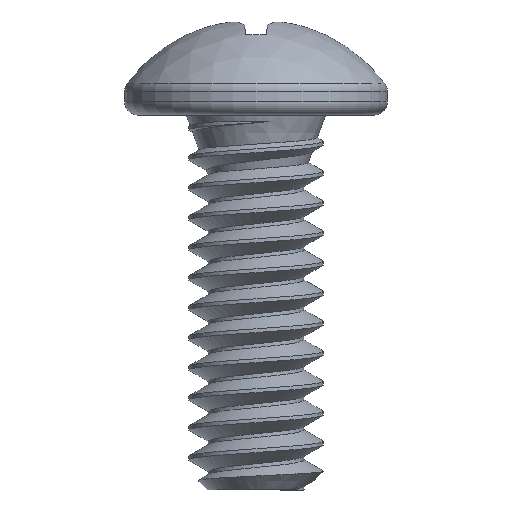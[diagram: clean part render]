
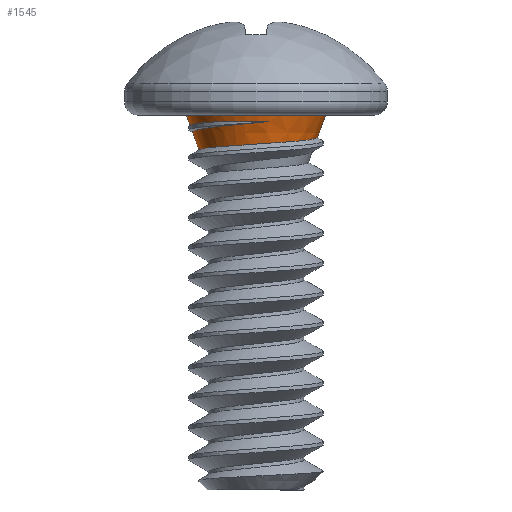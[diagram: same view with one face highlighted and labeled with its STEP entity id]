
A CAD part, left-side view. The second image highlights one B-rep face of the part: STEP entity #1545.
In plain terms, the highlighted conical face has half-angle 20 degrees and reference radius 1.473 mm.
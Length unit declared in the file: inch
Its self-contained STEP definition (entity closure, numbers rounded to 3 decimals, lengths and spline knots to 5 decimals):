
#42 = FACE_OUTER_BOUND ( 'NONE', #3167, .T. ) ;
#81 = CARTESIAN_POINT ( 'NONE',  ( -0.00797, 0.05302, 0.10258 ) ) ;
#188 = CARTESIAN_POINT ( 'NONE',  ( 0., -0.058, 0.11625 ) ) ;
#215 = EDGE_CURVE ( 'NONE', #4599, #1705, #1913, .T. ) ;
#317 = CARTESIAN_POINT ( 'NONE',  ( -0.05507, -0.01015, 0.11076 ) ) ;
#335 = CARTESIAN_POINT ( 'NONE',  ( 0., 0., 0.11625 ) ) ;
#391 = CARTESIAN_POINT ( 'NONE',  ( -0.04798, 0.01143, 0.09125 ) ) ;
#433 = DIRECTION ( 'NONE',  ( 0., 0., -1. ) ) ;
#454 = CARTESIAN_POINT ( 'NONE',  ( -0.04618, 0.03168, 0.11076 ) ) ;
#473 = CARTESIAN_POINT ( 'NONE',  ( -0.03968, 0.03726, 0.10605 ) ) ;
#552 = ORIENTED_EDGE ( 'NONE', *, *, #784, .T. ) ;
#577 = CARTESIAN_POINT ( 'NONE',  ( -0.03394, 0.04496, 0.1097 ) ) ;
#590 = DIRECTION ( 'NONE',  ( 0., -0.342, 0.94 ) ) ;
#615 = VERTEX_POINT ( 'NONE', #1215 ) ;
#651 = CONICAL_SURFACE ( 'NONE', #1710, 0.058, 0.349 ) ;
#757 = CARTESIAN_POINT ( 'NONE',  ( -0.04918, -0.0079, 0.09261 ) ) ;
#784 = EDGE_CURVE ( 'NONE', #4089, #1276, #2992, .T. ) ;
#792 = ORIENTED_EDGE ( 'NONE', *, *, #1759, .F. ) ;
#1215 = CARTESIAN_POINT ( 'NONE',  ( 0., -0.05107, 0.09722 ) ) ;
#1276 = VERTEX_POINT ( 'NONE', #3303 ) ;
#1282 = CARTESIAN_POINT ( 'NONE',  ( 0., 0.05277, 0.10189 ) ) ;
#1422 = CARTESIAN_POINT ( 'NONE',  ( 0., 0.058, 0.11625 ) ) ;
#1450 = DIRECTION ( 'NONE',  ( 0., 0.342, 0.94 ) ) ;
#1481 = CARTESIAN_POINT ( 'NONE',  ( 0., 0.04731, 0.08689 ) ) ;
#1506 = CARTESIAN_POINT ( 'NONE',  ( -0.05507, -0.01015, 0.11076 ) ) ;
#1545 = ADVANCED_FACE ( 'NONE', ( #42 ), #651, .T. ) ;
#1564 = AXIS2_PLACEMENT_3D ( 'NONE', #4385, #433, #4698 ) ;
#1571 = ORIENTED_EDGE ( 'NONE', *, *, #3269, .T. ) ;
#1638 = DIRECTION ( 'NONE',  ( 0., 0.342, 0.94 ) ) ;
#1663 = CIRCLE ( 'NONE', #2290, 0.058 ) ;
#1705 = VERTEX_POINT ( 'NONE', #1422 ) ;
#1710 = AXIS2_PLACEMENT_3D ( 'NONE', #4615, #4959, #1873 ) ;
#1759 = EDGE_CURVE ( 'NONE', #1760, #1276, #3208, .T. ) ;
#1760 = VERTEX_POINT ( 'NONE', #1481 ) ;
#1873 = DIRECTION ( 'NONE',  ( 0., 1., 0. ) ) ;
#1913 = LINE ( 'NONE', #3549, #3271 ) ;
#1926 = CARTESIAN_POINT ( 'NONE',  ( -0.03923, -0.03166, 0.09425 ) ) ;
#1976 = CARTESIAN_POINT ( 'NONE',  ( 0., -0.05107, 0.09722 ) ) ;
#2019 = CARTESIAN_POINT ( 'NONE',  ( -0.01596, 0.05148, 0.10335 ) ) ;
#2065 = CARTESIAN_POINT ( 'NONE',  ( -0.03031, 0.04471, 0.10491 ) ) ;
#2167 = VECTOR ( 'NONE', #1450, 39.37008 ) ;
#2213 = EDGE_CURVE ( 'NONE', #4089, #4979, #4651, .T. ) ;
#2251 = CARTESIAN_POINT ( 'NONE',  ( 0., 0.04731, 0.08689 ) ) ;
#2274 = DIRECTION ( 'NONE',  ( 0., 0., -1. ) ) ;
#2279 = EDGE_CURVE ( 'NONE', #4599, #4979, #2721, .T. ) ;
#2290 = AXIS2_PLACEMENT_3D ( 'NONE', #335, #2274, #5002 ) ;
#2321 = CARTESIAN_POINT ( 'NONE',  ( -0.05531, 0.00568, 0.10926 ) ) ;
#2373 = CARTESIAN_POINT ( 'NONE',  ( -0.00893, 0.05501, 0.10803 ) ) ;
#2481 = CARTESIAN_POINT ( 'NONE',  ( -0.04092, 0.03902, 0.11025 ) ) ;
#2525 = CARTESIAN_POINT ( 'NONE',  ( 0., 0.05483, 0.10755 ) ) ;
#2644 = ORIENTED_EDGE ( 'NONE', *, *, #2213, .F. ) ;
#2693 = CARTESIAN_POINT ( 'NONE',  ( -0.04287, -0.02626, 0.09387 ) ) ;
#2721 = B_SPLINE_CURVE_WITH_KNOTS ( 'NONE', 3,
 ( #4331, #2373, #3307, #577, #2481, #2888 ),
 .UNSPECIFIED., .F., .F.,
 ( 4, 2, 4 ),
 ( 0.01519, 0.01587, 0.01656 ),
 .UNSPECIFIED. ) ;
#2796 = CARTESIAN_POINT ( 'NONE',  ( -0.02689, 0.04669, 0.10452 ) ) ;
#2888 = CARTESIAN_POINT ( 'NONE',  ( -0.04618, 0.03168, 0.11076 ) ) ;
#2987 = CARTESIAN_POINT ( 'NONE',  ( 0., 0.058, 0.11625 ) ) ;
#2992 = B_SPLINE_CURVE_WITH_KNOTS ( 'NONE', 3,
 ( #1506, #3164, #4712, #2321, #4476, #3974, #4713, #473, #4402, #2065, #2796, #2019, #81, #1282 ),
 .UNSPECIFIED., .F., .F.,
 ( 4, 2, 2, 2, 2, 2, 4 ),
 ( 0., 0.0003, 0.00061, 0.00121, 0.00151, 0.00182, 0.00242 ),
 .UNSPECIFIED. ) ;
#3090 = CARTESIAN_POINT ( 'NONE',  ( -0.02468, -0.04449, 0.09556 ) ) ;
#3111 = CARTESIAN_POINT ( 'NONE',  ( -0.00642, -0.05094, 0.09684 ) ) ;
#3164 = CARTESIAN_POINT ( 'NONE',  ( -0.05567, -0.00618, 0.11038 ) ) ;
#3167 = EDGE_LOOP ( 'NONE', ( #3688, #1571, #4224, #3180, #4292, #2644, #552, #792 ) ) ;
#3180 = ORIENTED_EDGE ( 'NONE', *, *, #215, .F. ) ;
#3208 = LINE ( 'NONE', #2987, #2167 ) ;
#3269 = EDGE_CURVE ( 'NONE', #615, #3308, #3871, .T. ) ;
#3271 = VECTOR ( 'NONE', #1638, 39.37008 ) ;
#3303 = CARTESIAN_POINT ( 'NONE',  ( 0., 0.05277, 0.10189 ) ) ;
#3307 = CARTESIAN_POINT ( 'NONE',  ( -0.01795, 0.05297, 0.10859 ) ) ;
#3308 = VERTEX_POINT ( 'NONE', #4499 ) ;
#3549 = CARTESIAN_POINT ( 'NONE',  ( 0., 0.058, 0.11625 ) ) ;
#3560 = EDGE_CURVE ( 'NONE', #1760, #615, #4248, .T. ) ;
#3562 = CARTESIAN_POINT ( 'NONE',  ( -0.04312, 0.02331, 0.0904 ) ) ;
#3688 = ORIENTED_EDGE ( 'NONE', *, *, #3560, .T. ) ;
#3829 = CARTESIAN_POINT ( 'NONE',  ( -0.01293, 0.04629, 0.08775 ) ) ;
#3871 = LINE ( 'NONE', #188, #4082 ) ;
#3895 = CARTESIAN_POINT ( 'NONE',  ( -0.01285, -0.04955, 0.09642 ) ) ;
#3974 = CARTESIAN_POINT ( 'NONE',  ( -0.05132, 0.0211, 0.10778 ) ) ;
#4082 = VECTOR ( 'NONE', #590, 39.37008 ) ;
#4089 = VERTEX_POINT ( 'NONE', #317 ) ;
#4144 = EDGE_CURVE ( 'NONE', #3308, #1705, #1663, .T. ) ;
#4222 = CARTESIAN_POINT ( 'NONE',  ( -0.02489, 0.0415, 0.08867 ) ) ;
#4224 = ORIENTED_EDGE ( 'NONE', *, *, #4144, .T. ) ;
#4248 = B_SPLINE_CURVE_WITH_KNOTS ( 'NONE', 3,
 ( #2251, #4977, #3829, #4222, #4604, #4993, #3562, #391, #4709, #757, #4254, #2693, #1926, #4306, #3090, #3895, #3111, #1976 ),
 .UNSPECIFIED., .F., .F.,
 ( 4, 2, 2, 2, 2, 2, 2, 2, 4 ),
 ( 0.007, 0.0075, 0.00799, 0.00848, 0.00897, 0.00947, 0.00996, 0.01045, 0.01094 ),
 .UNSPECIFIED. ) ;
#4254 = CARTESIAN_POINT ( 'NONE',  ( -0.04789, -0.01431, 0.09305 ) ) ;
#4292 = ORIENTED_EDGE ( 'NONE', *, *, #2279, .T. ) ;
#4306 = CARTESIAN_POINT ( 'NONE',  ( -0.03009, -0.04083, 0.09511 ) ) ;
#4331 = CARTESIAN_POINT ( 'NONE',  ( 0., 0.05483, 0.10755 ) ) ;
#4385 = CARTESIAN_POINT ( 'NONE',  ( 0., 0., 0.11076 ) ) ;
#4402 = CARTESIAN_POINT ( 'NONE',  ( -0.03672, 0.03999, 0.10568 ) ) ;
#4476 = CARTESIAN_POINT ( 'NONE',  ( -0.05461, 0.00966, 0.10888 ) ) ;
#4499 = CARTESIAN_POINT ( 'NONE',  ( 0., -0.058, 0.11625 ) ) ;
#4599 = VERTEX_POINT ( 'NONE', #2525 ) ;
#4604 = CARTESIAN_POINT ( 'NONE',  ( -0.03039, 0.03788, 0.08914 ) ) ;
#4615 = CARTESIAN_POINT ( 'NONE',  ( 0., 0., 0.11625 ) ) ;
#4651 = CIRCLE ( 'NONE', #1564, 0.056 ) ;
#4698 = DIRECTION ( 'NONE',  ( 0., -1., 0. ) ) ;
#4709 = CARTESIAN_POINT ( 'NONE',  ( -0.04924, 0.00497, 0.09171 ) ) ;
#4712 = CARTESIAN_POINT ( 'NONE',  ( -0.05582, -0.00222, 0.11001 ) ) ;
#4713 = CARTESIAN_POINT ( 'NONE',  ( -0.04745, 0.0283, 0.10713 ) ) ;
#4959 = DIRECTION ( 'NONE',  ( 0., 0., 1. ) ) ;
#4977 = CARTESIAN_POINT ( 'NONE',  ( -0.0065, 0.04746, 0.0873 ) ) ;
#4979 = VERTEX_POINT ( 'NONE', #454 ) ;
#4993 = CARTESIAN_POINT ( 'NONE',  ( -0.03947, 0.02882, 0.09002 ) ) ;
#5002 = DIRECTION ( 'NONE',  ( 0., 1., 0. ) ) ;
